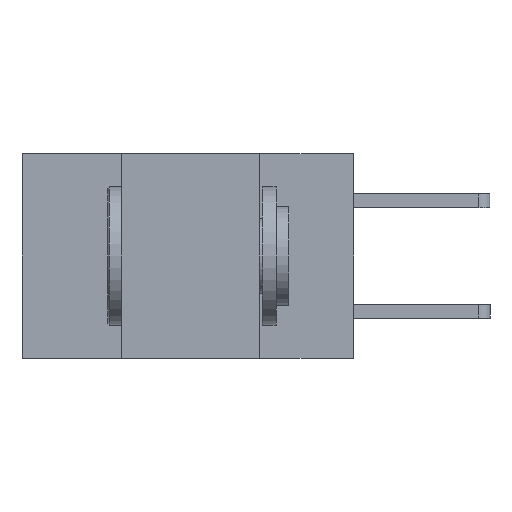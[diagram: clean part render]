
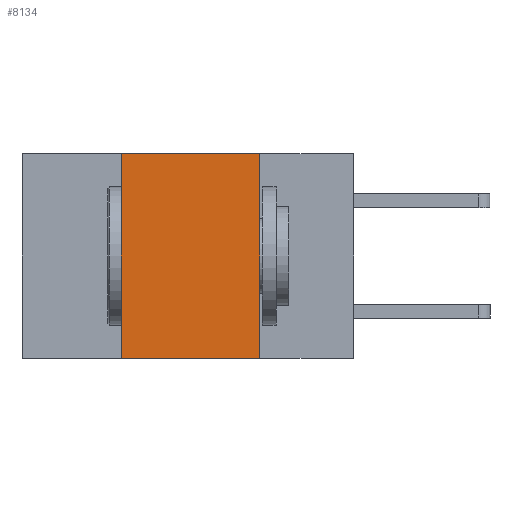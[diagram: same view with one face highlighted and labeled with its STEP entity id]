
A CAD part, left-side view. The second image highlights one B-rep face of the part: STEP entity #8134.
In plain terms, the highlighted planar face has unit normal (-1, 0, 0).
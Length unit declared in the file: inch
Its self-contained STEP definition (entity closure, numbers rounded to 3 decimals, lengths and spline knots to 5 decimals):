
#468 = DIRECTION ( 'NONE',  ( 1., 0., 0. ) ) ;
#920 = VERTEX_POINT ( 'NONE', #6424 ) ;
#1708 = DIRECTION ( 'NONE',  ( 0., 0., -1. ) ) ;
#1957 = CARTESIAN_POINT ( 'NONE',  ( 0., 0.17, 0. ) ) ;
#2048 = LINE ( 'NONE', #5222, #3029 ) ;
#2603 = ORIENTED_EDGE ( 'NONE', *, *, #6094, .F. ) ;
#2871 = LINE ( 'NONE', #5857, #9587 ) ;
#2885 = PLANE ( 'NONE',  #7750 ) ;
#3029 = VECTOR ( 'NONE', #5810, 39.37008 ) ;
#3225 = CARTESIAN_POINT ( 'NONE',  ( 0., 0.42, 0. ) ) ;
#3617 = DIRECTION ( 'NONE',  ( 0., 0., -1. ) ) ;
#3648 = ORIENTED_EDGE ( 'NONE', *, *, #6951, .T. ) ;
#3693 = CARTESIAN_POINT ( 'NONE',  ( 0., 0.6, 0. ) ) ;
#5222 = CARTESIAN_POINT ( 'NONE',  ( 0., 0.6, -0.37 ) ) ;
#5447 = VERTEX_POINT ( 'NONE', #6739 ) ;
#5476 = LINE ( 'NONE', #3225, #6763 ) ;
#5529 = ORIENTED_EDGE ( 'NONE', *, *, #7005, .F. ) ;
#5810 = DIRECTION ( 'NONE',  ( 0., -1., 0. ) ) ;
#5847 = VECTOR ( 'NONE', #8740, 39.37008 ) ;
#5857 = CARTESIAN_POINT ( 'NONE',  ( 0., 0.17, 0. ) ) ;
#6017 = EDGE_LOOP ( 'NONE', ( #5529, #8407, #2603, #3648 ) ) ;
#6094 = EDGE_CURVE ( 'NONE', #9239, #5447, #5476, .T. ) ;
#6126 = CARTESIAN_POINT ( 'NONE',  ( 0., 0.42, -0.37 ) ) ;
#6291 = DIRECTION ( 'NONE',  ( 0., 0., 1. ) ) ;
#6424 = CARTESIAN_POINT ( 'NONE',  ( 0., 0.17, -0.37 ) ) ;
#6739 = CARTESIAN_POINT ( 'NONE',  ( 0., 0.42, 0. ) ) ;
#6763 = VECTOR ( 'NONE', #6291, 39.37008 ) ;
#6842 = VERTEX_POINT ( 'NONE', #1957 ) ;
#6951 = EDGE_CURVE ( 'NONE', #9239, #920, #2048, .T. ) ;
#7005 = EDGE_CURVE ( 'NONE', #6842, #920, #2871, .T. ) ;
#7154 = FACE_OUTER_BOUND ( 'NONE', #6017, .T. ) ;
#7268 = EDGE_CURVE ( 'NONE', #5447, #6842, #7411, .T. ) ;
#7341 = CARTESIAN_POINT ( 'NONE',  ( 0., 0.6, 0. ) ) ;
#7411 = LINE ( 'NONE', #3693, #5847 ) ;
#7750 = AXIS2_PLACEMENT_3D ( 'NONE', #7341, #468, #3617 ) ;
#8134 = ADVANCED_FACE ( 'NONE', ( #7154 ), #2885, .F. ) ;
#8407 = ORIENTED_EDGE ( 'NONE', *, *, #7268, .F. ) ;
#8740 = DIRECTION ( 'NONE',  ( 0., -1., 0. ) ) ;
#9239 = VERTEX_POINT ( 'NONE', #6126 ) ;
#9587 = VECTOR ( 'NONE', #1708, 39.37008 ) ;
